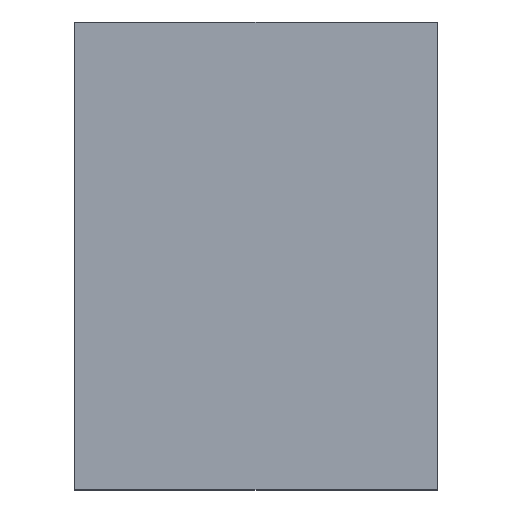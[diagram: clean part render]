
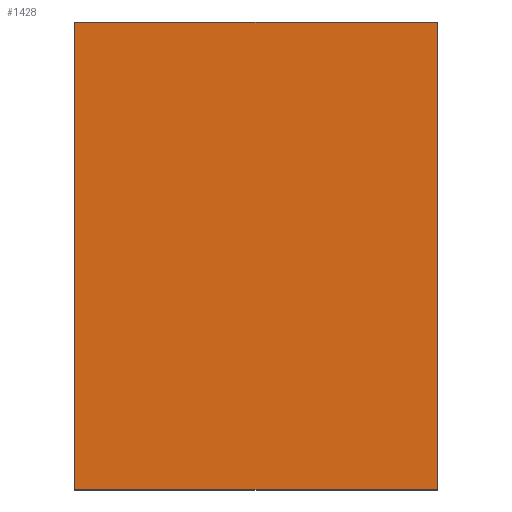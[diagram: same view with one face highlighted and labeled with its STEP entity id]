
A CAD part, top view. The second image highlights one B-rep face of the part: STEP entity #1428.
In plain terms, the highlighted planar face has unit normal (0, 0, 1).
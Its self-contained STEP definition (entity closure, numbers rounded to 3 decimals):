
#397=FACE_OUTER_BOUND('',#529,.T.);
#529=EDGE_LOOP('',(#1095,#1096,#1097,#1098));
#722=LINE('',#2429,#734);
#725=LINE('',#2435,#737);
#728=LINE('',#2441,#740);
#731=LINE('',#2445,#743);
#734=VECTOR('',#1897,1000.);
#737=VECTOR('',#1902,1000.);
#740=VECTOR('',#1907,1000.);
#743=VECTOR('',#1912,1000.);
#746=VERTEX_POINT('',#2426);
#747=VERTEX_POINT('',#2428);
#749=VERTEX_POINT('',#2434);
#751=VERTEX_POINT('',#2440);
#943=EDGE_CURVE('',#747,#746,#722,.T.);
#946=EDGE_CURVE('',#749,#747,#725,.T.);
#949=EDGE_CURVE('',#751,#749,#728,.T.);
#952=EDGE_CURVE('',#746,#751,#731,.T.);
#1095=ORIENTED_EDGE('',*,*,#943,.T.);
#1096=ORIENTED_EDGE('',*,*,#952,.T.);
#1097=ORIENTED_EDGE('',*,*,#949,.T.);
#1098=ORIENTED_EDGE('',*,*,#946,.T.);
#1359=PLANE('',#1637);
#1428=ADVANCED_FACE('',(#397),#1359,.T.);
#1637=AXIS2_PLACEMENT_3D('',#2446,#1913,#1914);
#1897=DIRECTION('',(0.,-1.,0.));
#1902=DIRECTION('',(-1.,0.,0.));
#1907=DIRECTION('',(0.,1.,0.));
#1912=DIRECTION('',(1.,0.,0.));
#1913=DIRECTION('center_axis',(0.,0.,1.));
#1914=DIRECTION('ref_axis',(0.,-1.,0.));
#2426=CARTESIAN_POINT('',(-1.614,-2.092,0.61));
#2428=CARTESIAN_POINT('',(-1.614,2.072,0.61));
#2429=CARTESIAN_POINT('',(-1.614,-2.092,0.61));
#2434=CARTESIAN_POINT('',(1.614,2.072,0.61));
#2435=CARTESIAN_POINT('',(1.614,2.072,0.61));
#2440=CARTESIAN_POINT('',(1.614,-2.092,0.61));
#2441=CARTESIAN_POINT('',(1.614,-2.092,0.61));
#2445=CARTESIAN_POINT('',(1.614,-2.092,0.61));
#2446=CARTESIAN_POINT('Origin',(0.,-0.01,0.61));
